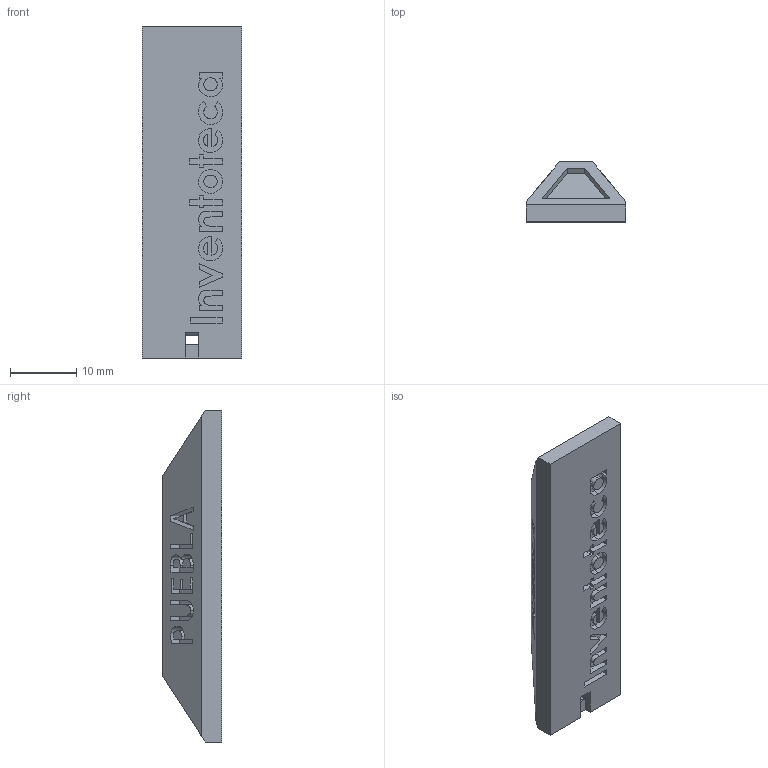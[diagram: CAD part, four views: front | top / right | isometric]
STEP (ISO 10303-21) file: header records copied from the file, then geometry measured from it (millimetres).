
FILE_DESCRIPTION (( 'STEP AP214' ), '1' );
FILE_NAME ('ciclovia llavero.STEP', '2021-04-24T14:04:38', ( '' ), ( '' ), 'SwSTEP 2.0', 'SolidWorks 2018', '' );
FILE_SCHEMA (( 'AUTOMOTIVE_DESIGN' ));
Length unit declared in the file: millimetre
Products named in the file (1): ciclovia llavero
Bounding box: 15 x 9 x 50 mm (x, y, z)
Volume: 4331.5 mm3; surface area: 2899.4 mm2
Topology: 1 solids, 1 shells, 338 faces, 897 edges, 598 vertices
Faces by surface type: plane 219, bspline 111, cylinder 8
Entity records: 15785 total; most frequent: CARTESIAN_POINT 8081, ORIENTED_EDGE 1794, DIRECTION 1147, EDGE_CURVE 897, LINE 659, VECTOR 659, VERTEX_POINT 598, EDGE_LOOP 377
